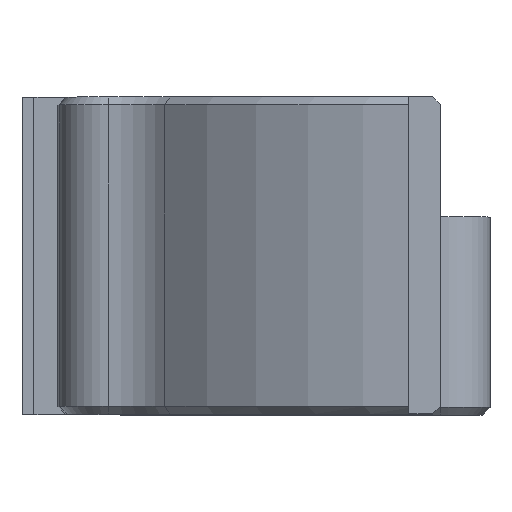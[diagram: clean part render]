
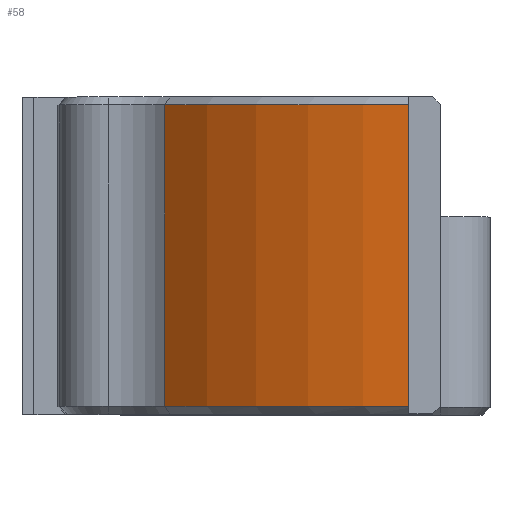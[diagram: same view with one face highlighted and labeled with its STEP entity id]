
A CAD part, top view. The second image highlights one B-rep face of the part: STEP entity #58.
In plain terms, the highlighted cylindrical face has radius 48.25 mm (diameter 96.5 mm), a partial arc.
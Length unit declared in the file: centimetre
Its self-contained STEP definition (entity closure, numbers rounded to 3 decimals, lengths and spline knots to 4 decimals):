
#58 = ADVANCED_FACE ( 'NONE', ( #155 ), #1481, .T. ) ;
#106 = CARTESIAN_POINT ( 'NONE',  ( 0., 3.9, 0. ) ) ;
#117 = VERTEX_POINT ( 'NONE', #1074 ) ;
#140 = AXIS2_PLACEMENT_3D ( 'NONE', #363, #921, #486 ) ;
#155 = FACE_OUTER_BOUND ( 'NONE', #444, .T. ) ;
#168 = CARTESIAN_POINT ( 'NONE',  ( -3.478, 0.1, 3.3443 ) ) ;
#217 = VECTOR ( 'NONE', #961, 100. ) ;
#226 = CARTESIAN_POINT ( 'NONE',  ( -0.25, 0.1, 4.8185 ) ) ;
#298 = VERTEX_POINT ( 'NONE', #168 ) ;
#317 = DIRECTION ( 'NONE',  ( 0., -1., 0. ) ) ;
#363 = CARTESIAN_POINT ( 'NONE',  ( 0., 0.1, 0. ) ) ;
#401 = CARTESIAN_POINT ( 'NONE',  ( 0., 4., 0. ) ) ;
#444 = EDGE_LOOP ( 'NONE', ( #1507, #1517, #1393, #1292 ) ) ;
#473 = CIRCLE ( 'NONE', #140, 4.825 ) ;
#486 = DIRECTION ( 'NONE',  ( 0., 0., 1. ) ) ;
#555 = AXIS2_PLACEMENT_3D ( 'NONE', #401, #882, #763 ) ;
#559 = VERTEX_POINT ( 'NONE', #226 ) ;
#587 = EDGE_CURVE ( 'NONE', #1407, #298, #1566, .T. ) ;
#600 = DIRECTION ( 'NONE',  ( 0., -1., 0. ) ) ;
#604 = EDGE_CURVE ( 'NONE', #117, #1407, #1147, .T. ) ;
#671 = CARTESIAN_POINT ( 'NONE',  ( -3.478, 3.9, 3.3443 ) ) ;
#763 = DIRECTION ( 'NONE',  ( 0., 0., -1. ) ) ;
#786 = LINE ( 'NONE', #931, #1092 ) ;
#882 = DIRECTION ( 'NONE',  ( 0., -1., 0. ) ) ;
#921 = DIRECTION ( 'NONE',  ( 0., 1., 0. ) ) ;
#931 = CARTESIAN_POINT ( 'NONE',  ( -0.25, 4., 4.8185 ) ) ;
#948 = CARTESIAN_POINT ( 'NONE',  ( -3.478, 4., 3.3443 ) ) ;
#961 = DIRECTION ( 'NONE',  ( 0., -1., 0. ) ) ;
#1074 = CARTESIAN_POINT ( 'NONE',  ( -0.25, 3.9, 4.8185 ) ) ;
#1092 = VECTOR ( 'NONE', #317, 100. ) ;
#1147 = CIRCLE ( 'NONE', #1436, 4.825 ) ;
#1292 = ORIENTED_EDGE ( 'NONE', *, *, #604, .T. ) ;
#1393 = ORIENTED_EDGE ( 'NONE', *, *, #1468, .F. ) ;
#1407 = VERTEX_POINT ( 'NONE', #671 ) ;
#1436 = AXIS2_PLACEMENT_3D ( 'NONE', #106, #600, #1559 ) ;
#1451 = EDGE_CURVE ( 'NONE', #298, #559, #473, .T. ) ;
#1468 = EDGE_CURVE ( 'NONE', #117, #559, #786, .T. ) ;
#1481 = CYLINDRICAL_SURFACE ( 'NONE', #555, 4.825 ) ;
#1507 = ORIENTED_EDGE ( 'NONE', *, *, #587, .T. ) ;
#1517 = ORIENTED_EDGE ( 'NONE', *, *, #1451, .T. ) ;
#1559 = DIRECTION ( 'NONE',  ( 0., 0., 1. ) ) ;
#1566 = LINE ( 'NONE', #948, #217 ) ;
